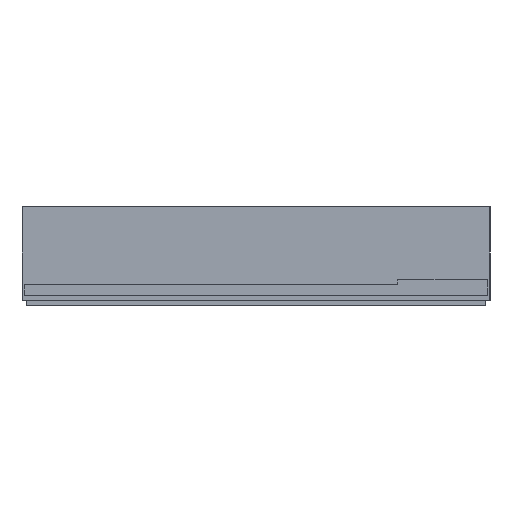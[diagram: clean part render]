
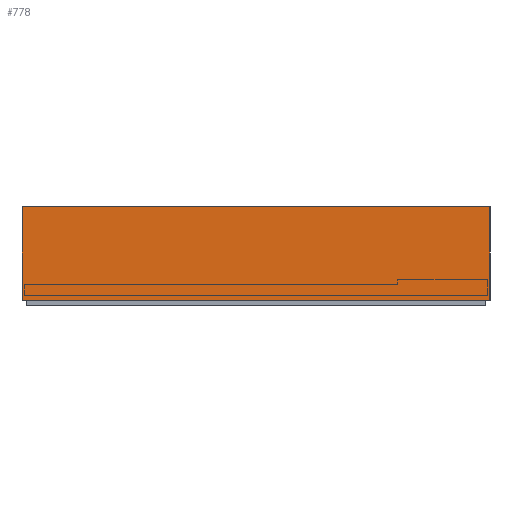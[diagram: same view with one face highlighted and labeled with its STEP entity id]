
A CAD part, left-side view. The second image highlights one B-rep face of the part: STEP entity #778.
In plain terms, the highlighted planar face has unit normal (-1, 0, 0).
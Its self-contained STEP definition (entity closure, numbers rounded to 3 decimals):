
#275 = VERTEX_POINT ( 'NONE', #15247 ) ;
#309 = ORIENTED_EDGE ( 'NONE', *, *, #2466, .F. ) ;
#429 = ORIENTED_EDGE ( 'NONE', *, *, #12362, .T. ) ;
#506 = ORIENTED_EDGE ( 'NONE', *, *, #4612, .T. ) ;
#580 = VECTOR ( 'NONE', #10429, 1000. ) ;
#642 = PLANE ( 'NONE',  #13255 ) ;
#778 = ADVANCED_FACE ( 'NONE', ( #12822 ), #642, .F. ) ;
#2466 = EDGE_CURVE ( 'NONE', #14779, #275, #15639, .T. ) ;
#2535 = VECTOR ( 'NONE', #4931, 1000. ) ;
#3449 = CARTESIAN_POINT ( 'NONE',  ( 0., 750., -150. ) ) ;
#4562 = VERTEX_POINT ( 'NONE', #16024 ) ;
#4605 = VECTOR ( 'NONE', #17546, 1000. ) ;
#4612 = EDGE_CURVE ( 'NONE', #16802, #4562, #6666, .T. ) ;
#4931 = DIRECTION ( 'NONE',  ( 0., -1., 0. ) ) ;
#4980 = CARTESIAN_POINT ( 'NONE',  ( 0., 900.213, 0. ) ) ;
#6041 = CARTESIAN_POINT ( 'NONE',  ( 0., 900.213, -150. ) ) ;
#6156 = CARTESIAN_POINT ( 'NONE',  ( 0., 0., -150. ) ) ;
#6666 = LINE ( 'NONE', #12118, #4605 ) ;
#8855 = DIRECTION ( 'NONE',  ( 0., 0., 1. ) ) ;
#10429 = DIRECTION ( 'NONE',  ( 0., -1., 0. ) ) ;
#11475 = DIRECTION ( 'NONE',  ( 1., 0., 0. ) ) ;
#11518 = ORIENTED_EDGE ( 'NONE', *, *, #12653, .F. ) ;
#11709 = LINE ( 'NONE', #17123, #2535 ) ;
#12118 = CARTESIAN_POINT ( 'NONE',  ( 0., 0., -150. ) ) ;
#12362 = EDGE_CURVE ( 'NONE', #14779, #16802, #11709, .T. ) ;
#12653 = EDGE_CURVE ( 'NONE', #275, #4562, #17170, .T. ) ;
#12822 = FACE_OUTER_BOUND ( 'NONE', #16438, .T. ) ;
#13255 = AXIS2_PLACEMENT_3D ( 'NONE', #6041, #11475, #16892 ) ;
#14117 = VECTOR ( 'NONE', #8855, 1000. ) ;
#14779 = VERTEX_POINT ( 'NONE', #17404 ) ;
#15247 = CARTESIAN_POINT ( 'NONE',  ( 0., 750., 0. ) ) ;
#15639 = LINE ( 'NONE', #3449, #14117 ) ;
#16024 = CARTESIAN_POINT ( 'NONE',  ( 0., 0., 0. ) ) ;
#16438 = EDGE_LOOP ( 'NONE', ( #309, #429, #506, #11518 ) ) ;
#16802 = VERTEX_POINT ( 'NONE', #6156 ) ;
#16892 = DIRECTION ( 'NONE',  ( 0., 0., -1. ) ) ;
#17123 = CARTESIAN_POINT ( 'NONE',  ( 0., 900.213, -150. ) ) ;
#17170 = LINE ( 'NONE', #4980, #580 ) ;
#17404 = CARTESIAN_POINT ( 'NONE',  ( 0., 750., -150. ) ) ;
#17546 = DIRECTION ( 'NONE',  ( 0., 0., 1. ) ) ;
